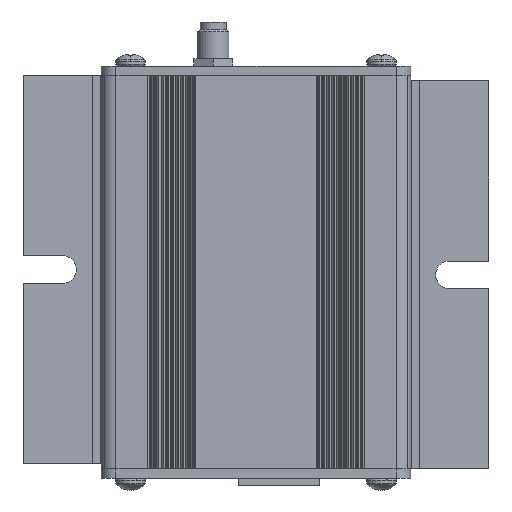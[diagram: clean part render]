
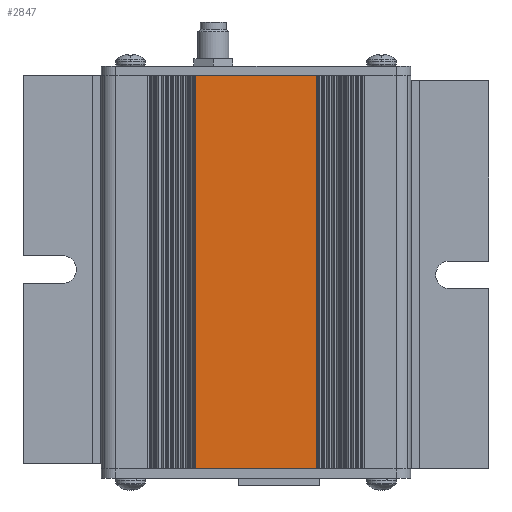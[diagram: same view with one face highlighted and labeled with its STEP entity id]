
A CAD part, front view. The second image highlights one B-rep face of the part: STEP entity #2847.
In plain terms, the highlighted planar face has unit normal (0, -1, 0).
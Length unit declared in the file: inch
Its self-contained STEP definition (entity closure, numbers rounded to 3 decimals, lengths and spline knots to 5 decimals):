
#154 = PLANE ( 'NONE',  #17445 ) ;
#1228 = DIRECTION ( 'NONE',  ( 0., 0., -1. ) ) ;
#2251 = DIRECTION ( 'NONE',  ( 0., 1., 0. ) ) ;
#2847 = ADVANCED_FACE ( 'NONE', ( #17058 ), #154, .F. ) ;
#3076 = VERTEX_POINT ( 'NONE', #13557 ) ;
#3703 = DIRECTION ( 'NONE',  ( 1., 0., 0. ) ) ;
#3905 = VERTEX_POINT ( 'NONE', #6919 ) ;
#4749 = LINE ( 'NONE', #19426, #17518 ) ;
#6197 = CARTESIAN_POINT ( 'NONE',  ( 0.42985, -0.57577, 0. ) ) ;
#6919 = CARTESIAN_POINT ( 'NONE',  ( 0.42985, -0.57577, 3.18 ) ) ;
#7118 = ORIENTED_EDGE ( 'NONE', *, *, #21707, .F. ) ;
#10255 = VERTEX_POINT ( 'NONE', #6197 ) ;
#11362 = EDGE_CURVE ( 'NONE', #3076, #13821, #4749, .T. ) ;
#11494 = EDGE_LOOP ( 'NONE', ( #18816, #7118, #25178, #28826 ) ) ;
#11539 = LINE ( 'NONE', #14803, #21154 ) ;
#12711 = LINE ( 'NONE', #19579, #26566 ) ;
#12961 = LINE ( 'NONE', #27123, #19009 ) ;
#13557 = CARTESIAN_POINT ( 'NONE',  ( -0.55113, -0.57577, 3.18 ) ) ;
#13821 = VERTEX_POINT ( 'NONE', #25437 ) ;
#14803 = CARTESIAN_POINT ( 'NONE',  ( 0.42985, -0.57577, 3.18 ) ) ;
#17058 = FACE_OUTER_BOUND ( 'NONE', #11494, .T. ) ;
#17445 = AXIS2_PLACEMENT_3D ( 'NONE', #27167, #2251, #27355 ) ;
#17518 = VECTOR ( 'NONE', #24207, 39.37008 ) ;
#17759 = DIRECTION ( 'NONE',  ( 1., 0., 0. ) ) ;
#18816 = ORIENTED_EDGE ( 'NONE', *, *, #21967, .T. ) ;
#19009 = VECTOR ( 'NONE', #17759, 39.37008 ) ;
#19426 = CARTESIAN_POINT ( 'NONE',  ( -0.55113, -0.57577, 3.18 ) ) ;
#19579 = CARTESIAN_POINT ( 'NONE',  ( -0.55113, -0.57577, 3.18 ) ) ;
#21154 = VECTOR ( 'NONE', #1228, 39.37008 ) ;
#21707 = EDGE_CURVE ( 'NONE', #3905, #10255, #11539, .T. ) ;
#21967 = EDGE_CURVE ( 'NONE', #13821, #10255, #12961, .T. ) ;
#24207 = DIRECTION ( 'NONE',  ( 0., 0., -1. ) ) ;
#25178 = ORIENTED_EDGE ( 'NONE', *, *, #26089, .F. ) ;
#25437 = CARTESIAN_POINT ( 'NONE',  ( -0.55113, -0.57577, 0. ) ) ;
#26089 = EDGE_CURVE ( 'NONE', #3076, #3905, #12711, .T. ) ;
#26566 = VECTOR ( 'NONE', #3703, 39.37008 ) ;
#27123 = CARTESIAN_POINT ( 'NONE',  ( -0.55113, -0.57577, 0. ) ) ;
#27167 = CARTESIAN_POINT ( 'NONE',  ( -0.55113, -0.57577, 3.18 ) ) ;
#27355 = DIRECTION ( 'NONE',  ( 0., 0., 1. ) ) ;
#28826 = ORIENTED_EDGE ( 'NONE', *, *, #11362, .T. ) ;
